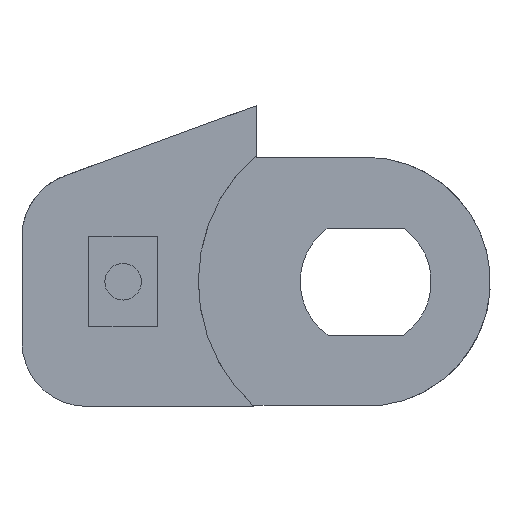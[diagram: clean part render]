
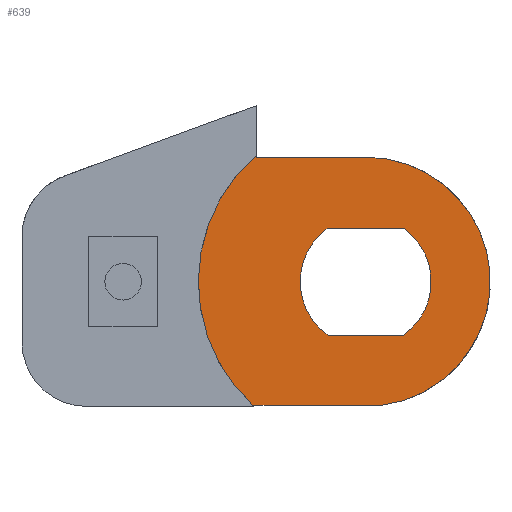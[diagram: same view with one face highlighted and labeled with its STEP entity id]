
A CAD part, front view. The second image highlights one B-rep face of the part: STEP entity #639.
In plain terms, the highlighted planar face has unit normal (0, -1, 0).
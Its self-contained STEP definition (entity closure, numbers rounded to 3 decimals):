
#2=DIRECTION('',(-1.,0.,0.));
#3=VECTOR('',#2,3.494);
#4=CARTESIAN_POINT('',(6.847,0.,2.5));
#5=LINE('',#4,#3);
#6=CARTESIAN_POINT('',(5.1,0.,0.));
#7=DIRECTION('',(0.,-1.,0.));
#8=DIRECTION('',(-0.573,0.,0.82));
#9=AXIS2_PLACEMENT_3D('',#6,#7,#8);
#11=DIRECTION('',(1.,0.,0.));
#12=VECTOR('',#11,3.494);
#13=CARTESIAN_POINT('',(3.353,0.,-2.5));
#14=LINE('',#13,#12);
#15=CARTESIAN_POINT('',(5.1,0.,0.));
#16=DIRECTION('',(0.,-1.,0.));
#17=DIRECTION('',(0.573,0.,-0.82));
#18=AXIS2_PLACEMENT_3D('',#15,#16,#17);
#20=CARTESIAN_POINT('',(5.708,0.,-5.758));
#21=CARTESIAN_POINT('',(5.737,0.,-5.758));
#22=CARTESIAN_POINT('',(5.798,0.,
-5.756));
#23=CARTESIAN_POINT('',(5.864,0.,-5.75));
#24=CARTESIAN_POINT('',(5.899,0.,-5.745));
#26=DIRECTION('',(1.,0.,0.));
#27=VECTOR('',#26,4.428);
#28=CARTESIAN_POINT('',(1.28,0.,-5.758));
#29=LINE('',#28,#27);
#30=CARTESIAN_POINT('',(-0.163,0.,-5.747));
#31=CARTESIAN_POINT('',(0.077,0.,-5.751));
#32=CARTESIAN_POINT('',(0.557,0.,-5.756));
#33=CARTESIAN_POINT('',(1.039,0.,-5.758));
#34=CARTESIAN_POINT('',(1.28,0.,-5.758));
#36=CARTESIAN_POINT('',(5.1,0.,0.));
#37=DIRECTION('',(0.,-1.,0.));
#38=DIRECTION('',(-0.654,0.,0.756));
#39=AXIS2_PLACEMENT_3D('',#36,#37,#38);
#41=DIRECTION('',(0.,0.,-1.));
#42=VECTOR('',#41,0.092);
#43=CARTESIAN_POINT('',(0.,0.,5.892));
#44=LINE('',#43,#42);
#45=DIRECTION('',(1.,0.,0.));
#46=VECTOR('',#45,5.1);
#47=CARTESIAN_POINT('',(0.,0.,5.8));
#48=LINE('',#47,#46);
#49=CARTESIAN_POINT('',(5.1,0.,0.));
#50=DIRECTION('',(0.,1.,0.));
#51=DIRECTION('',(0.,0.,1.));
#52=AXIS2_PLACEMENT_3D('',#49,#50,#51);
#191=CARTESIAN_POINT('',(-0.163,0.,-5.747));
#501=CARTESIAN_POINT('',(0.,0.,5.8));
#502=CARTESIAN_POINT('',(5.1,0.,5.8));
#503=VERTEX_POINT('',#501);
#504=VERTEX_POINT('',#502);
#505=CARTESIAN_POINT('',(6.847,0.,2.5));
#506=CARTESIAN_POINT('',(3.353,0.,2.5));
#507=VERTEX_POINT('',#505);
#508=VERTEX_POINT('',#506);
#509=CARTESIAN_POINT('',(3.353,0.,-2.5));
#510=VERTEX_POINT('',#509);
#511=CARTESIAN_POINT('',(6.847,0.,-2.5));
#512=VERTEX_POINT('',#511);
#525=CARTESIAN_POINT('',(0.,0.,5.892));
#526=VERTEX_POINT('',#525);
#558=VERTEX_POINT('',#191);
#559=VERTEX_POINT('',#34);
#606=VERTEX_POINT('',#20);
#607=VERTEX_POINT('',#24);
#608=CARTESIAN_POINT('',(0.,0.,0.));
#609=DIRECTION('',(0.,1.,0.));
#610=DIRECTION('',(-1.,0.,0.));
#611=AXIS2_PLACEMENT_3D('',#608,#609,#610);
#612=PLANE('',#611);
#614=ORIENTED_EDGE('',*,*,#613,.F.);
#616=ORIENTED_EDGE('',*,*,#615,.F.);
#618=ORIENTED_EDGE('',*,*,#617,.F.);
#620=ORIENTED_EDGE('',*,*,#619,.F.);
#622=ORIENTED_EDGE('',*,*,#621,.T.);
#624=ORIENTED_EDGE('',*,*,#623,.T.);
#626=ORIENTED_EDGE('',*,*,#625,.T.);
#627=EDGE_LOOP('',(#614,#616,#618,#620,#622,#624,#626));
#628=FACE_OUTER_BOUND('',#627,.F.);
#630=ORIENTED_EDGE('',*,*,#629,.T.);
#632=ORIENTED_EDGE('',*,*,#631,.T.);
#634=ORIENTED_EDGE('',*,*,#633,.T.);
#636=ORIENTED_EDGE('',*,*,#635,.T.);
#637=EDGE_LOOP('',(#630,#632,#634,#636));
#638=FACE_BOUND('',#637,.F.);
#639=ADVANCED_FACE('',(#628,#638),#612,.F.);
#10=CIRCLE('',#9,3.05);
#19=CIRCLE('',#18,3.05);
#25=B_SPLINE_CURVE_WITH_KNOTS('',3,(#20,#21,#22,#23,#24),.UNSPECIFIED.,.F.,.F.,(
4,1,4),(0.,0.5,1.),.UNSPECIFIED.);
#35=B_SPLINE_CURVE_WITH_KNOTS('',3,(#30,#31,#32,#33,#34),.UNSPECIFIED.,.F.,.F.,(
4,1,4),(0.,0.5,1.),.UNSPECIFIED.);
#40=CIRCLE('',#39,7.793);
#53=CIRCLE('',#52,5.8);
#613=EDGE_CURVE('',#606,#607,#25,.T.);
#615=EDGE_CURVE('',#559,#606,#29,.T.);
#617=EDGE_CURVE('',#558,#559,#35,.T.);
#619=EDGE_CURVE('',#526,#558,#40,.T.);
#621=EDGE_CURVE('',#526,#503,#44,.T.);
#623=EDGE_CURVE('',#503,#504,#48,.T.);
#625=EDGE_CURVE('',#504,#607,#53,.T.);
#629=EDGE_CURVE('',#507,#508,#5,.T.);
#631=EDGE_CURVE('',#508,#510,#10,.T.);
#633=EDGE_CURVE('',#510,#512,#14,.T.);
#635=EDGE_CURVE('',#512,#507,#19,.T.);
